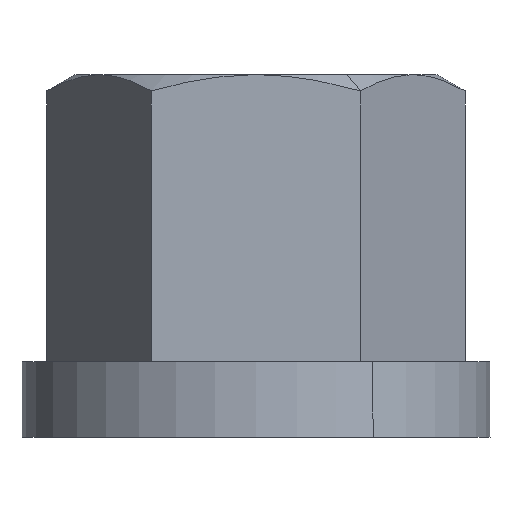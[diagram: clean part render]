
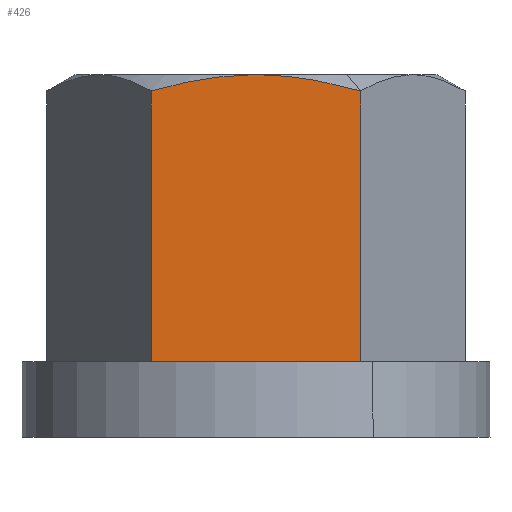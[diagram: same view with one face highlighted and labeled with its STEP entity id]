
A CAD part, left-side view. The second image highlights one B-rep face of the part: STEP entity #426.
In plain terms, the highlighted planar face has unit normal (-1, 0, 0).
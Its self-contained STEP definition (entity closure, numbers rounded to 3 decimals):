
#238=EDGE_CURVE('',#506,#262,#635,.T.);
#262=VERTEX_POINT('',#662);
#302=EDGE_CURVE('',#506,#312,#704,.T.);
#312=VERTEX_POINT('',#715);
#426=ADVANCED_FACE('',(#848),#849,.T.);
#488=EDGE_CURVE('',#518,#520,#920,.T.);
#506=VERTEX_POINT('',#939);
#518=VERTEX_POINT('',#951);
#520=VERTEX_POINT('',#953);
#556=EDGE_CURVE('',#520,#576,#990,.T.);
#558=EDGE_CURVE('',#576,#312,#992,.T.);
#576=VERTEX_POINT('',#1013);
#578=EDGE_CURVE('',#262,#518,#1015,.T.);
#635=LINE('',#1095,#1096);
#662=CARTESIAN_POINT('',(-11.994,-6.925,5.));
#704=LINE('',#1248,#1249);
#715=CARTESIAN_POINT('',(-11.994,6.925,22.932));
#848=FACE_OUTER_BOUND('',#1481,.T.);
#849=PLANE('',#1482);
#920=(B_SPLINE_CURVE(2,(#1600,#1601,#1602),.UNSPECIFIED.,.F.,.F.)B_SPLINE_CURVE_WITH_KNOTS((3,3),(11.209,19.602),.UNSPECIFIED.)RATIONAL_B_SPLINE_CURVE((1.092,1.08,1.0))BOUNDED_CURVE()REPRESENTATION_ITEM('')GEOMETRIC_REPRESENTATION_ITEM()CURVE());
#939=CARTESIAN_POINT('',(-11.994,6.925,5.));
#951=CARTESIAN_POINT('',(-11.994,-6.925,22.932));
#953=CARTESIAN_POINT('',(-11.994,-0.365,24.0));
#990=LINE('',#1704,#1705);
#992=(B_SPLINE_CURVE(2,(#1709,#1710,#1711),.UNSPECIFIED.,.F.,.F.)B_SPLINE_CURVE_WITH_KNOTS((3,3),(0.0,8.393),.UNSPECIFIED.)RATIONAL_B_SPLINE_CURVE((1.0,1.08,1.092))BOUNDED_CURVE()REPRESENTATION_ITEM('')GEOMETRIC_REPRESENTATION_ITEM()CURVE());
#1013=CARTESIAN_POINT('',(-11.994,0.365,24.0));
#1015=LINE('',#1746,#1747);
#1095=CARTESIAN_POINT('',(-11.994,-6.462,5.));
#1096=VECTOR('',#1798,1.0);
#1248=CARTESIAN_POINT('',(-11.994,6.925,0.0));
#1249=VECTOR('',#1860,1.0);
#1481=EDGE_LOOP('',(#2061,#2062,#2063,#2064,#2065,#2066));
#1482=AXIS2_PLACEMENT_3D('',#2067,#2068,#2069);
#1600=CARTESIAN_POINT('',(-11.994,-6.925,22.932));
#1601=CARTESIAN_POINT('',(-11.994,-3.41,23.947));
#1602=CARTESIAN_POINT('',(-11.994,-0.365,24.0));
#1704=CARTESIAN_POINT('',(-11.994,6.925,24.0));
#1705=VECTOR('',#2196,1.0);
#1709=CARTESIAN_POINT('',(-11.994,0.365,24.0));
#1710=CARTESIAN_POINT('',(-11.994,3.41,23.947));
#1711=CARTESIAN_POINT('',(-11.994,6.925,22.932));
#1746=CARTESIAN_POINT('',(-11.994,-6.925,0.0));
#1747=VECTOR('',#2223,1.0);
#1798=DIRECTION('',(0.0,-1.0,0.));
#1860=DIRECTION('',(0.0,0.0,1.0));
#2061=ORIENTED_EDGE('',*,*,#238,.T.);
#2062=ORIENTED_EDGE('',*,*,#578,.T.);
#2063=ORIENTED_EDGE('',*,*,#488,.T.);
#2064=ORIENTED_EDGE('',*,*,#556,.T.);
#2065=ORIENTED_EDGE('',*,*,#558,.T.);
#2066=ORIENTED_EDGE('',*,*,#302,.F.);
#2067=CARTESIAN_POINT('',(-11.994,-6.925,0.0));
#2068=DIRECTION('',(-1.0,0.0,0.0));
#2069=DIRECTION('',(0.0,0.0,-1.0));
#2196=DIRECTION('',(0.0,1.0,0.0));
#2223=DIRECTION('',(0.0,0.0,1.0));
